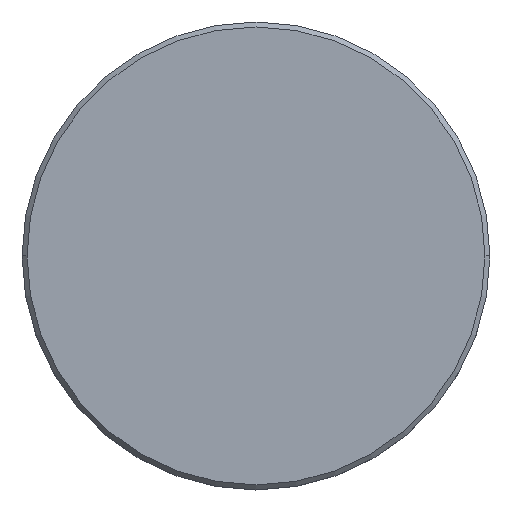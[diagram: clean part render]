
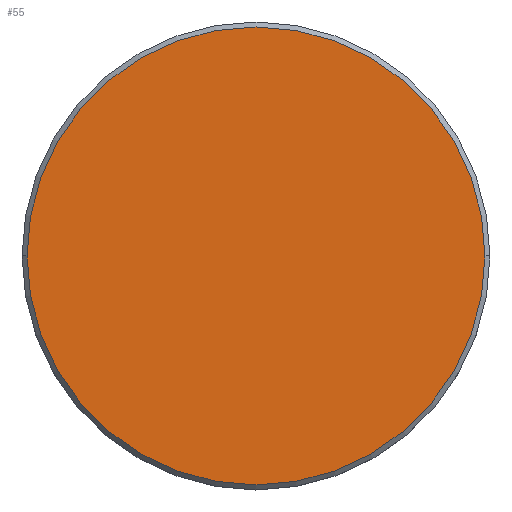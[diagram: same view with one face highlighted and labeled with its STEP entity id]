
A CAD part, top view. The second image highlights one B-rep face of the part: STEP entity #55.
In plain terms, the highlighted planar face has unit normal (0, 0, 1).
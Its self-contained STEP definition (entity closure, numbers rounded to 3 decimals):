
#23 = DIRECTION ( 'NONE',  ( 0., 0., 1. ) ) ;
#55 = ADVANCED_FACE ( 'NONE', ( #88 ), #990, .T. ) ;
#78 = AXIS2_PLACEMENT_3D ( 'NONE', #737, #669, #137 ) ;
#88 = FACE_OUTER_BOUND ( 'NONE', #631, .T. ) ;
#113 = CARTESIAN_POINT ( 'NONE',  ( 23., 0., 0. ) ) ;
#137 = DIRECTION ( 'NONE',  ( 1., 0., 0. ) ) ;
#202 = CARTESIAN_POINT ( 'NONE',  ( 0., 0., 0. ) ) ;
#225 = CIRCLE ( 'NONE', #78, 23. ) ;
#288 = DIRECTION ( 'NONE',  ( 1., 0., 0. ) ) ;
#299 = EDGE_CURVE ( 'NONE', #930, #616, #225, .T. ) ;
#355 = DIRECTION ( 'NONE',  ( 1., 0., 0. ) ) ;
#507 = DIRECTION ( 'NONE',  ( 0., 0., 1. ) ) ;
#616 = VERTEX_POINT ( 'NONE', #113 ) ;
#625 = EDGE_CURVE ( 'NONE', #616, #930, #681, .T. ) ;
#631 = EDGE_LOOP ( 'NONE', ( #768, #1136 ) ) ;
#669 = DIRECTION ( 'NONE',  ( 0., 0., 1. ) ) ;
#681 = CIRCLE ( 'NONE', #753, 23. ) ;
#737 = CARTESIAN_POINT ( 'NONE',  ( 0., 0., 0. ) ) ;
#753 = AXIS2_PLACEMENT_3D ( 'NONE', #202, #23, #288 ) ;
#765 = AXIS2_PLACEMENT_3D ( 'NONE', #977, #507, #355 ) ;
#768 = ORIENTED_EDGE ( 'NONE', *, *, #299, .T. ) ;
#930 = VERTEX_POINT ( 'NONE', #1085 ) ;
#977 = CARTESIAN_POINT ( 'NONE',  ( 0., 0., 0. ) ) ;
#990 = PLANE ( 'NONE',  #765 ) ;
#1085 = CARTESIAN_POINT ( 'NONE',  ( -23., 0., 0. ) ) ;
#1136 = ORIENTED_EDGE ( 'NONE', *, *, #625, .T. ) ;
